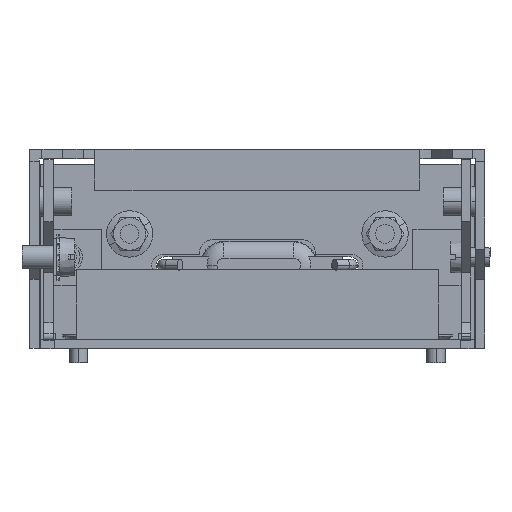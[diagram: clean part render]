
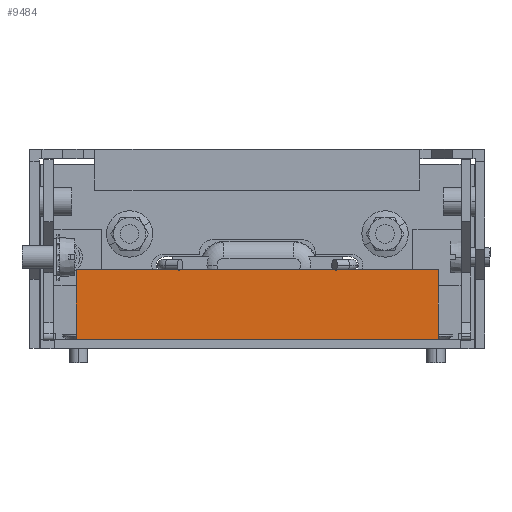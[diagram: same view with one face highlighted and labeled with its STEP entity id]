
A CAD part, front view. The second image highlights one B-rep face of the part: STEP entity #9484.
In plain terms, the highlighted planar face has unit normal (0, -1, 0).
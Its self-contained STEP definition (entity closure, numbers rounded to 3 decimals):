
#236 = CARTESIAN_POINT ( 'NONE',  ( 0., 0., 15. ) ) ;
#292 = LINE ( 'NONE', #5336, #1020 ) ;
#401 = PLANE ( 'NONE',  #9900 ) ;
#1020 = VECTOR ( 'NONE', #10293, 1000. ) ;
#1121 = EDGE_CURVE ( 'NONE', #14947, #7601, #4152, .T. ) ;
#1724 = DIRECTION ( 'NONE',  ( 1., 0., 0. ) ) ;
#2667 = DIRECTION ( 'NONE',  ( 0., 1., 0. ) ) ;
#2949 = CARTESIAN_POINT ( 'NONE',  ( 78., 0., 15. ) ) ;
#3691 = VECTOR ( 'NONE', #1724, 1000. ) ;
#4089 = CARTESIAN_POINT ( 'NONE',  ( 0., 0., 0. ) ) ;
#4152 = LINE ( 'NONE', #7913, #3691 ) ;
#4908 = CARTESIAN_POINT ( 'NONE',  ( 0., 0., 15. ) ) ;
#5106 = DIRECTION ( 'NONE',  ( 0., 0., 1. ) ) ;
#5336 = CARTESIAN_POINT ( 'NONE',  ( 0., 0., 15. ) ) ;
#5929 = VECTOR ( 'NONE', #8820, 1000. ) ;
#5959 = ORIENTED_EDGE ( 'NONE', *, *, #6026, .T. ) ;
#6026 = EDGE_CURVE ( 'NONE', #11979, #14947, #292, .T. ) ;
#7174 = VERTEX_POINT ( 'NONE', #13350 ) ;
#7601 = VERTEX_POINT ( 'NONE', #15979 ) ;
#7913 = CARTESIAN_POINT ( 'NONE',  ( 0., 0., 0. ) ) ;
#8638 = EDGE_CURVE ( 'NONE', #7174, #7601, #10102, .T. ) ;
#8820 = DIRECTION ( 'NONE',  ( 1., 0., 0. ) ) ;
#9484 = ADVANCED_FACE ( 'NONE', ( #13785 ), #401, .F. ) ;
#9900 = AXIS2_PLACEMENT_3D ( 'NONE', #236, #2667, #5106 ) ;
#10102 = LINE ( 'NONE', #2949, #14790 ) ;
#10277 = DIRECTION ( 'NONE',  ( 0., 0., -1. ) ) ;
#10293 = DIRECTION ( 'NONE',  ( 0., 0., -1. ) ) ;
#11308 = CARTESIAN_POINT ( 'NONE',  ( 0., 0., 15. ) ) ;
#11979 = VERTEX_POINT ( 'NONE', #11308 ) ;
#12621 = LINE ( 'NONE', #4908, #5929 ) ;
#13350 = CARTESIAN_POINT ( 'NONE',  ( 78., 0., 15. ) ) ;
#13526 = ORIENTED_EDGE ( 'NONE', *, *, #8638, .F. ) ;
#13785 = FACE_OUTER_BOUND ( 'NONE', #14728, .T. ) ;
#13818 = EDGE_CURVE ( 'NONE', #11979, #7174, #12621, .T. ) ;
#14728 = EDGE_LOOP ( 'NONE', ( #15609, #13526, #15957, #5959 ) ) ;
#14790 = VECTOR ( 'NONE', #10277, 1000. ) ;
#14947 = VERTEX_POINT ( 'NONE', #4089 ) ;
#15609 = ORIENTED_EDGE ( 'NONE', *, *, #1121, .T. ) ;
#15957 = ORIENTED_EDGE ( 'NONE', *, *, #13818, .F. ) ;
#15979 = CARTESIAN_POINT ( 'NONE',  ( 78., 0., 0. ) ) ;
